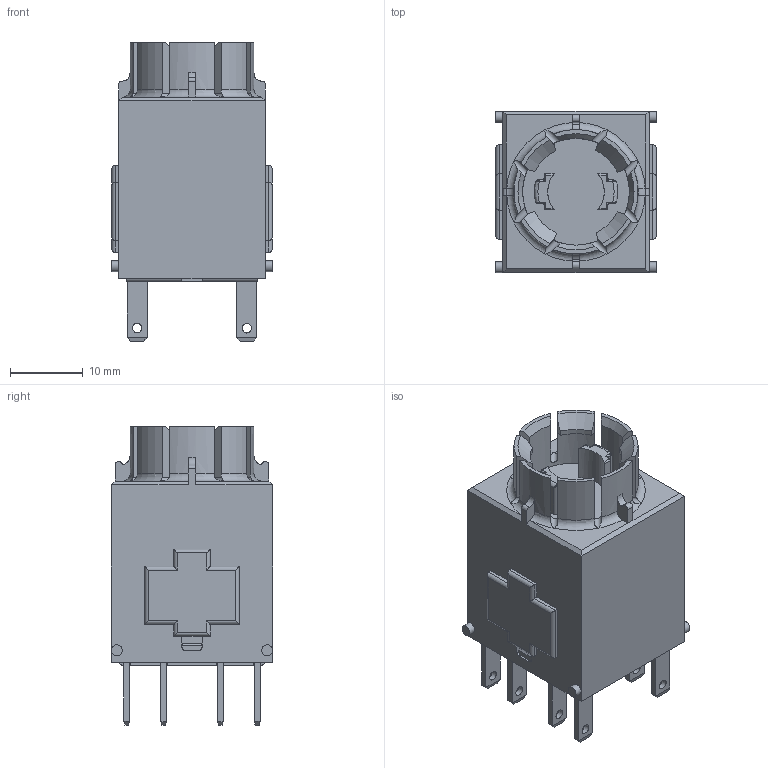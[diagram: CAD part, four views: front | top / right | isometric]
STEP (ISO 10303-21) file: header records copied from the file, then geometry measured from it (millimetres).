
FILE_DESCRIPTION(/* description */ (''),/* implementation_level */ '2;1');
FILE_NAME(/* name */ 'AT2.stp',/* time_stamp */ '2019-10-23T10:09:54+02:00',/* author */ ('thagel'),/* organization */ (''),/* preprocessor_version */ 'ST-DEVELOPER v17.2',/* originating_system */ 'Autodesk Inventor 2019',/* authorisation */ '');
FILE_SCHEMA (('AUTOMOTIVE_DESIGN { 1 0 10303 214 3 1 1 }'));
Length unit declared in the file: millimetre
Products named in the file (1): AF2
Bounding box: 22.2 x 22.2 x 41.15 mm (x, y, z)
Volume: 12013.8 mm3; surface area: 5020.4 mm2
Topology: 1 solids, 3 shells, 1243 faces, 3507 edges, 2290 vertices
Faces by surface type: plane 1090, cylinder 105, torus 22, bspline 14, cone 8, sphere 4
Full cylindrical faces by diameter (mm): 1.3 x8, 1.5 x4, 14.7 x1
Entity records: 40326 total; most frequent: CARTESIAN_POINT 8333, ORIENTED_EDGE 6990, DIRECTION 6037, EDGE_CURVE 3495, LINE 3149, VECTOR 3149, VERTEX_POINT 2290, AXIS2_PLACEMENT_3D 1444
